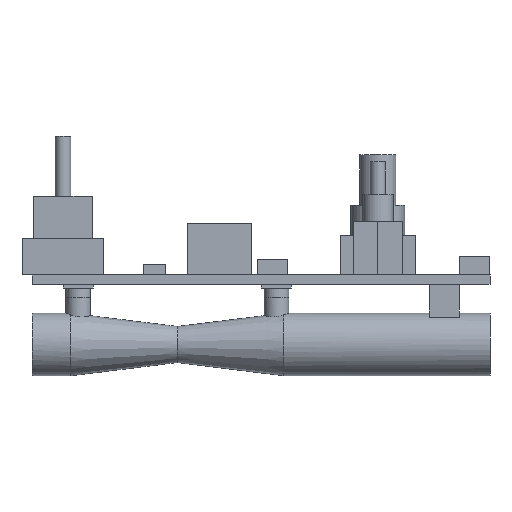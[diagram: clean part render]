
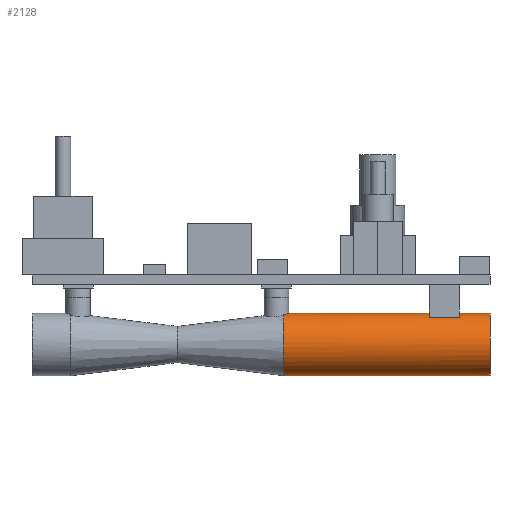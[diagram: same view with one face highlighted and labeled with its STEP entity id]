
A CAD part, front view. The second image highlights one B-rep face of the part: STEP entity #2128.
In plain terms, the highlighted cylindrical face has radius 5.2 mm (diameter 10.4 mm), a full revolution.
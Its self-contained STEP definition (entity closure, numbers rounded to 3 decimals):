
#120=B_SPLINE_CURVE_WITH_KNOTS('',3,(#3152,#3153,#3154,#3155,#3156,#3157,
#3158,#3159,#3160,#3161,#3162,#3163,#3164,#3165),.UNSPECIFIED.,.F.,.F.,
(4,2,2,2,2,2,4),(0.122,0.156,0.234,0.313,
0.391,0.469,0.503),.UNSPECIFIED.);
#130=CYLINDRICAL_SURFACE('',#2283,5.2);
#148=FACE_BOUND('',#390,.T.);
#176=CIRCLE('',#2244,5.2);
#177=CIRCLE('',#2248,5.2);
#191=CIRCLE('',#2271,5.2);
#192=CIRCLE('',#2272,5.2);
#199=CIRCLE('',#2284,5.2);
#200=CIRCLE('',#2285,5.2);
#271=FACE_OUTER_BOUND('',#389,.T.);
#389=EDGE_LOOP('',(#1530,#1531,#1532,#1533,#1534,#1535,#1536));
#390=EDGE_LOOP('',(#1537,#1538,#1539,#1540));
#521=LINE('',#3060,#730);
#524=LINE('',#3066,#733);
#540=LINE('',#3308,#749);
#730=VECTOR('',#2458,10.);
#733=VECTOR('',#2463,10.);
#749=VECTOR('',#2557,5.2);
#936=VERTEX_POINT('',#3050);
#937=VERTEX_POINT('',#3051);
#940=VERTEX_POINT('',#3059);
#942=VERTEX_POINT('',#3065);
#956=VERTEX_POINT('',#3150);
#957=VERTEX_POINT('',#3151);
#963=VERTEX_POINT('',#3207);
#971=VERTEX_POINT('',#3304);
#972=VERTEX_POINT('',#3305);
#1139=EDGE_CURVE('',#936,#937,#176,.T.);
#1143=EDGE_CURVE('',#940,#936,#521,.T.);
#1146=EDGE_CURVE('',#937,#942,#524,.T.);
#1149=EDGE_CURVE('',#942,#940,#177,.T.);
#1169=EDGE_CURVE('',#956,#957,#120,.T.);
#1177=EDGE_CURVE('',#963,#956,#191,.T.);
#1179=EDGE_CURVE('',#957,#963,#192,.T.);
#1193=EDGE_CURVE('',#971,#972,#199,.T.);
#1194=EDGE_CURVE('',#972,#971,#200,.T.);
#1195=EDGE_CURVE('',#972,#963,#540,.T.);
#1530=ORIENTED_EDGE('',*,*,#1193,.F.);
#1531=ORIENTED_EDGE('',*,*,#1194,.F.);
#1532=ORIENTED_EDGE('',*,*,#1195,.T.);
#1533=ORIENTED_EDGE('',*,*,#1177,.T.);
#1534=ORIENTED_EDGE('',*,*,#1169,.T.);
#1535=ORIENTED_EDGE('',*,*,#1179,.T.);
#1536=ORIENTED_EDGE('',*,*,#1195,.F.);
#1537=ORIENTED_EDGE('',*,*,#1143,.T.);
#1538=ORIENTED_EDGE('',*,*,#1139,.T.);
#1539=ORIENTED_EDGE('',*,*,#1146,.T.);
#1540=ORIENTED_EDGE('',*,*,#1149,.T.);
#2128=ADVANCED_FACE('',(#271,#148),#130,.T.);
#2244=AXIS2_PLACEMENT_3D('',#3052,#2451,#2452);
#2248=AXIS2_PLACEMENT_3D('',#3071,#2468,#2469);
#2271=AXIS2_PLACEMENT_3D('',#3208,#2522,#2523);
#2272=AXIS2_PLACEMENT_3D('',#3210,#2525,#2526);
#2283=AXIS2_PLACEMENT_3D('',#3303,#2551,#2552);
#2284=AXIS2_PLACEMENT_3D('',#3306,#2553,#2554);
#2285=AXIS2_PLACEMENT_3D('',#3307,#2555,#2556);
#2451=DIRECTION('center_axis',(-1.,0.,0.));
#2452=DIRECTION('ref_axis',(0.,0.,1.));
#2458=DIRECTION('',(-1.,0.,0.));
#2463=DIRECTION('',(1.,0.,0.));
#2468=DIRECTION('center_axis',(1.,0.,0.));
#2469=DIRECTION('ref_axis',(0.,0.,1.));
#2522=DIRECTION('center_axis',(1.,0.,0.));
#2523=DIRECTION('ref_axis',(0.,0.,-1.));
#2525=DIRECTION('center_axis',(1.,0.,0.));
#2526=DIRECTION('ref_axis',(0.,0.,-1.));
#2551=DIRECTION('center_axis',(1.,0.,0.));
#2552=DIRECTION('ref_axis',(0.,0.,1.));
#2553=DIRECTION('center_axis',(1.,0.,0.));
#2554=DIRECTION('ref_axis',(0.,0.,-1.));
#2555=DIRECTION('center_axis',(1.,0.,0.));
#2556=DIRECTION('ref_axis',(0.,0.,-1.));
#2557=DIRECTION('',(-1.,0.,0.));
#3050=CARTESIAN_POINT('',(66.08,-15.2,-7.015));
#3051=CARTESIAN_POINT('',(66.08,-10.2,-7.015));
#3052=CARTESIAN_POINT('Origin',(66.08,-12.7,-11.575));
#3059=CARTESIAN_POINT('',(71.08,-15.2,-7.015));
#3060=CARTESIAN_POINT('',(59.014,-15.2,-7.015));
#3065=CARTESIAN_POINT('',(71.08,-10.2,-7.015));
#3066=CARTESIAN_POINT('',(59.014,-10.2,-7.015));
#3071=CARTESIAN_POINT('Origin',(71.08,-12.7,-11.575));
#3150=CARTESIAN_POINT('',(41.828,-11.03,-6.65));
#3151=CARTESIAN_POINT('',(41.828,-14.37,-6.65));
#3152=CARTESIAN_POINT('Ctrl Pts',(41.828,-11.03,-6.65));
#3153=CARTESIAN_POINT('Ctrl Pts',(41.923,-11.097,-6.628));
#3154=CARTESIAN_POINT('Ctrl Pts',(42.011,-11.172,-6.604));
#3155=CARTESIAN_POINT('Ctrl Pts',(42.27,-11.431,-6.529));
#3156=CARTESIAN_POINT('Ctrl Pts',(42.427,-11.659,-6.474));
#3157=CARTESIAN_POINT('Ctrl Pts',(42.637,-12.164,-6.396));
#3158=CARTESIAN_POINT('Ctrl Pts',(42.69,-12.44,-6.375));
#3159=CARTESIAN_POINT('Ctrl Pts',(42.69,-12.96,-6.375));
#3160=CARTESIAN_POINT('Ctrl Pts',(42.637,-13.236,-6.396));
#3161=CARTESIAN_POINT('Ctrl Pts',(42.427,-13.741,-6.474));
#3162=CARTESIAN_POINT('Ctrl Pts',(42.27,-13.969,-6.529));
#3163=CARTESIAN_POINT('Ctrl Pts',(42.011,-14.228,-6.604));
#3164=CARTESIAN_POINT('Ctrl Pts',(41.923,-14.303,-6.628));
#3165=CARTESIAN_POINT('Ctrl Pts',(41.828,-14.37,-6.65));
#3207=CARTESIAN_POINT('',(41.828,-12.7,-16.775));
#3208=CARTESIAN_POINT('Origin',(41.828,-12.7,-11.575));
#3210=CARTESIAN_POINT('Origin',(41.828,-12.7,-11.575));
#3303=CARTESIAN_POINT('Origin',(59.014,-12.7,-11.575));
#3304=CARTESIAN_POINT('',(76.2,-12.7,-6.375));
#3305=CARTESIAN_POINT('',(76.2,-12.7,-16.775));
#3306=CARTESIAN_POINT('Origin',(76.2,-12.7,-11.575));
#3307=CARTESIAN_POINT('Origin',(76.2,-12.7,-11.575));
#3308=CARTESIAN_POINT('',(59.014,-12.7,-16.775));
